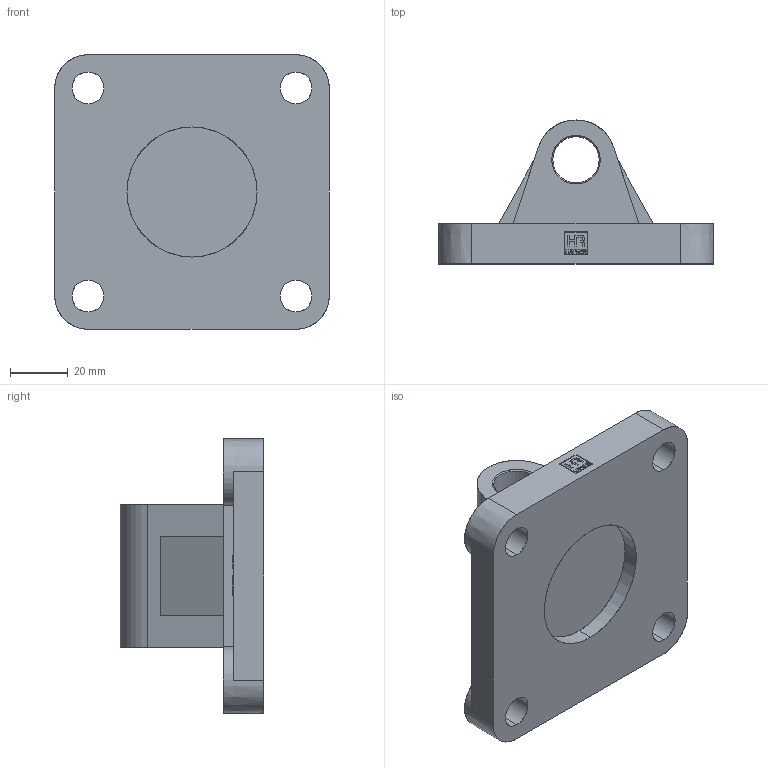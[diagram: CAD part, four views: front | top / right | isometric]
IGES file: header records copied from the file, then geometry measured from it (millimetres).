
Start section: SolidWorks IGES file using analytic representation for surfaces
Global section: file name: EM_I_UPR_080_A.IGS; native system: SolidWorks 2013; preprocessor: SolidWorks 2013; author: technolog3; date: 141009.102557; units: millimetre
Bounding box: 95 x 49.75 x 95 mm (x, y, z)
Surface area: 32008.2 mm2 (no closed solid volume)
Topology: 0 solids, 0 shells, 276 faces, 3166 edges, 3166 vertices
Faces by surface type: bspline 247, revolution 29
